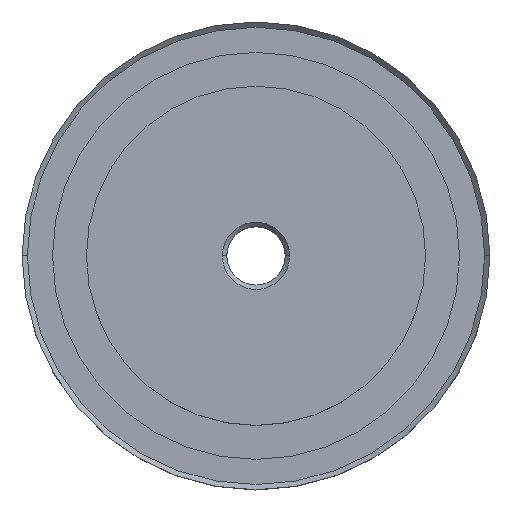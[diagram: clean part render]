
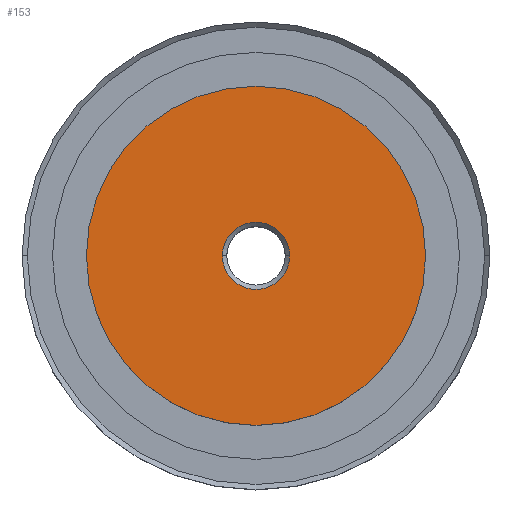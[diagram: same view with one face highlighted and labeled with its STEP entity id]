
A CAD part, top view. The second image highlights one B-rep face of the part: STEP entity #153.
In plain terms, the highlighted planar face has unit normal (0, 0, 1).
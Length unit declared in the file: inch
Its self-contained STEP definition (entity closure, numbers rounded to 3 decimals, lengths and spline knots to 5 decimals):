
#127 = CARTESIAN_POINT ( 'NONE',  ( 0., 0., 0.5 ) ) ;
#153 = ADVANCED_FACE ( 'NONE', ( #5517, #211 ), #545, .T. ) ;
#211 = FACE_OUTER_BOUND ( 'NONE', #11665, .T. ) ;
#223 = AXIS2_PLACEMENT_3D ( 'NONE', #588, #754, #7418 ) ;
#340 = AXIS2_PLACEMENT_3D ( 'NONE', #1055, #8058, #2055 ) ;
#545 = PLANE ( 'NONE',  #223 ) ;
#588 = CARTESIAN_POINT ( 'NONE',  ( 0., 0., 0.5 ) ) ;
#650 = EDGE_LOOP ( 'NONE', ( #12097, #12718 ) ) ;
#754 = DIRECTION ( 'NONE',  ( 0., 0., 1. ) ) ;
#919 = ORIENTED_EDGE ( 'NONE', *, *, #10482, .T. ) ;
#992 = AXIS2_PLACEMENT_3D ( 'NONE', #4489, #11476, #5500 ) ;
#1055 = CARTESIAN_POINT ( 'NONE',  ( 0., 0., 0.5 ) ) ;
#1129 = DIRECTION ( 'NONE',  ( 1., 0., 0. ) ) ;
#1850 = DIRECTION ( 'NONE',  ( 0., 0., 1. ) ) ;
#2055 = DIRECTION ( 'NONE',  ( 1., 0., 0. ) ) ;
#3830 = VERTEX_POINT ( 'NONE', #6967 ) ;
#4009 = AXIS2_PLACEMENT_3D ( 'NONE', #127, #7141, #1129 ) ;
#4241 = AXIS2_PLACEMENT_3D ( 'NONE', #7849, #1850, #8853 ) ;
#4489 = CARTESIAN_POINT ( 'NONE',  ( 0., 0., 0.5 ) ) ;
#5500 = DIRECTION ( 'NONE',  ( 1., 0., 0. ) ) ;
#5517 = FACE_BOUND ( 'NONE', #650, .T. ) ;
#6071 = VERTEX_POINT ( 'NONE', #8320 ) ;
#6942 = ORIENTED_EDGE ( 'NONE', *, *, #11223, .T. ) ;
#6967 = CARTESIAN_POINT ( 'NONE',  ( 1.8125, 0., 0.5 ) ) ;
#7141 = DIRECTION ( 'NONE',  ( 0., 0., 1. ) ) ;
#7418 = DIRECTION ( 'NONE',  ( 1., 0., 0. ) ) ;
#7505 = EDGE_CURVE ( 'NONE', #12896, #6071, #12298, .T. ) ;
#7799 = CIRCLE ( 'NONE', #992, 1.8125 ) ;
#7849 = CARTESIAN_POINT ( 'NONE',  ( 0., 0., 0.5 ) ) ;
#7859 = CARTESIAN_POINT ( 'NONE',  ( -1.8125, 0., 0.5 ) ) ;
#8058 = DIRECTION ( 'NONE',  ( 0., 0., 1. ) ) ;
#8270 = VERTEX_POINT ( 'NONE', #7859 ) ;
#8320 = CARTESIAN_POINT ( 'NONE',  ( 0.35937, 0., 0.5 ) ) ;
#8412 = EDGE_CURVE ( 'NONE', #6071, #12896, #12525, .T. ) ;
#8853 = DIRECTION ( 'NONE',  ( 1., 0., 0. ) ) ;
#10482 = EDGE_CURVE ( 'NONE', #8270, #3830, #7799, .T. ) ;
#10794 = CARTESIAN_POINT ( 'NONE',  ( -0.35937, 0., 0.5 ) ) ;
#11223 = EDGE_CURVE ( 'NONE', #3830, #8270, #12785, .T. ) ;
#11476 = DIRECTION ( 'NONE',  ( 0., 0., 1. ) ) ;
#11665 = EDGE_LOOP ( 'NONE', ( #919, #6942 ) ) ;
#12097 = ORIENTED_EDGE ( 'NONE', *, *, #8412, .F. ) ;
#12298 = CIRCLE ( 'NONE', #340, 0.35937 ) ;
#12525 = CIRCLE ( 'NONE', #4009, 0.35937 ) ;
#12718 = ORIENTED_EDGE ( 'NONE', *, *, #7505, .F. ) ;
#12785 = CIRCLE ( 'NONE', #4241, 1.8125 ) ;
#12896 = VERTEX_POINT ( 'NONE', #10794 ) ;
